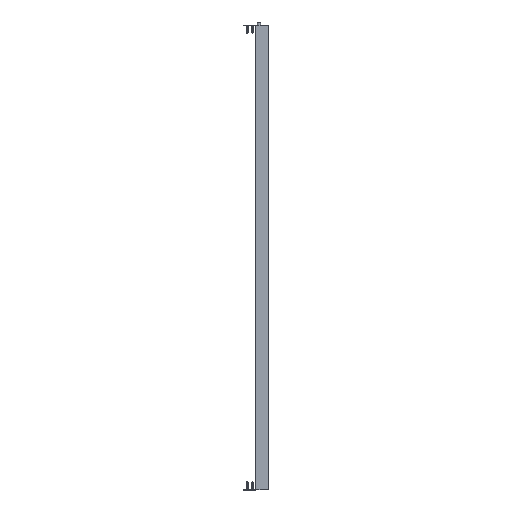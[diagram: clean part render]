
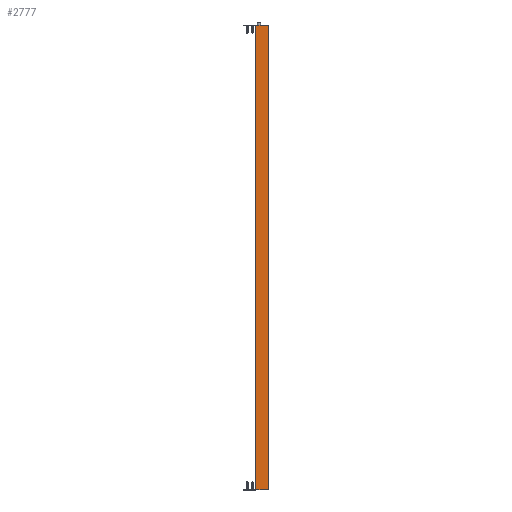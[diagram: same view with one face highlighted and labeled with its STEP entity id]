
A CAD part, left-side view. The second image highlights one B-rep face of the part: STEP entity #2777.
In plain terms, the highlighted planar face has unit normal (-1, 0.007, 0).
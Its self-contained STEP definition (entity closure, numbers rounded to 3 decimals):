
#221 = PLANE ( 'NONE',  #42138 ) ;
#1057 = DIRECTION ( 'NONE',  ( 0., 0., 1. ) ) ;
#1653 = DIRECTION ( 'NONE',  ( -0.007, -1., 0. ) ) ;
#2777 = ADVANCED_FACE ( 'NONE', ( #17601 ), #221, .T. ) ;
#3905 = VERTEX_POINT ( 'NONE', #15507 ) ;
#4755 = DIRECTION ( 'NONE',  ( -0.007, -1., 0. ) ) ;
#6586 = ORIENTED_EDGE ( 'NONE', *, *, #18463, .T. ) ;
#6649 = LINE ( 'NONE', #31325, #11735 ) ;
#7025 = CARTESIAN_POINT ( 'NONE',  ( -6.377, 0., -1082. ) ) ;
#11735 = VECTOR ( 'NONE', #37965, 1000. ) ;
#14121 = ORIENTED_EDGE ( 'NONE', *, *, #44538, .F. ) ;
#14661 = EDGE_CURVE ( 'NONE', #41721, #25161, #6649, .T. ) ;
#15439 = LINE ( 'NONE', #43367, #38233 ) ;
#15507 = CARTESIAN_POINT ( 'NONE',  ( -6.599, -29.85, -1082. ) ) ;
#17601 = FACE_OUTER_BOUND ( 'NONE', #39008, .T. ) ;
#18463 = EDGE_CURVE ( 'NONE', #3905, #26058, #15439, .T. ) ;
#20369 = VECTOR ( 'NONE', #1653, 1000. ) ;
#24259 = CARTESIAN_POINT ( 'NONE',  ( -6.382, -0.695, -1082. ) ) ;
#25161 = VERTEX_POINT ( 'NONE', #24259 ) ;
#26058 = VERTEX_POINT ( 'NONE', #32999 ) ;
#27663 = EDGE_CURVE ( 'NONE', #25161, #3905, #38360, .T. ) ;
#28366 = CARTESIAN_POINT ( 'NONE',  ( -6.382, -0.695, 0. ) ) ;
#31325 = CARTESIAN_POINT ( 'NONE',  ( -6.382, -0.695, -1082. ) ) ;
#32237 = VECTOR ( 'NONE', #34937, 1000. ) ;
#32999 = CARTESIAN_POINT ( 'NONE',  ( -6.599, -29.85, 0. ) ) ;
#34937 = DIRECTION ( 'NONE',  ( -0.007, -1., 0. ) ) ;
#35966 = LINE ( 'NONE', #36184, #20369 ) ;
#36184 = CARTESIAN_POINT ( 'NONE',  ( -6.377, 0., 0. ) ) ;
#37965 = DIRECTION ( 'NONE',  ( 0., 0., -1. ) ) ;
#38233 = VECTOR ( 'NONE', #1057, 1000. ) ;
#38360 = LINE ( 'NONE', #7025, #32237 ) ;
#39008 = EDGE_LOOP ( 'NONE', ( #39752, #6586, #14121, #44635 ) ) ;
#39752 = ORIENTED_EDGE ( 'NONE', *, *, #27663, .T. ) ;
#41721 = VERTEX_POINT ( 'NONE', #28366 ) ;
#42085 = CARTESIAN_POINT ( 'NONE',  ( -6.377, 0., -1082. ) ) ;
#42138 = AXIS2_PLACEMENT_3D ( 'NONE', #42085, #43646, #4755 ) ;
#43367 = CARTESIAN_POINT ( 'NONE',  ( -6.599, -29.85, -1082. ) ) ;
#43646 = DIRECTION ( 'NONE',  ( -1., 0.007, 0. ) ) ;
#44538 = EDGE_CURVE ( 'NONE', #41721, #26058, #35966, .T. ) ;
#44635 = ORIENTED_EDGE ( 'NONE', *, *, #14661, .T. ) ;
